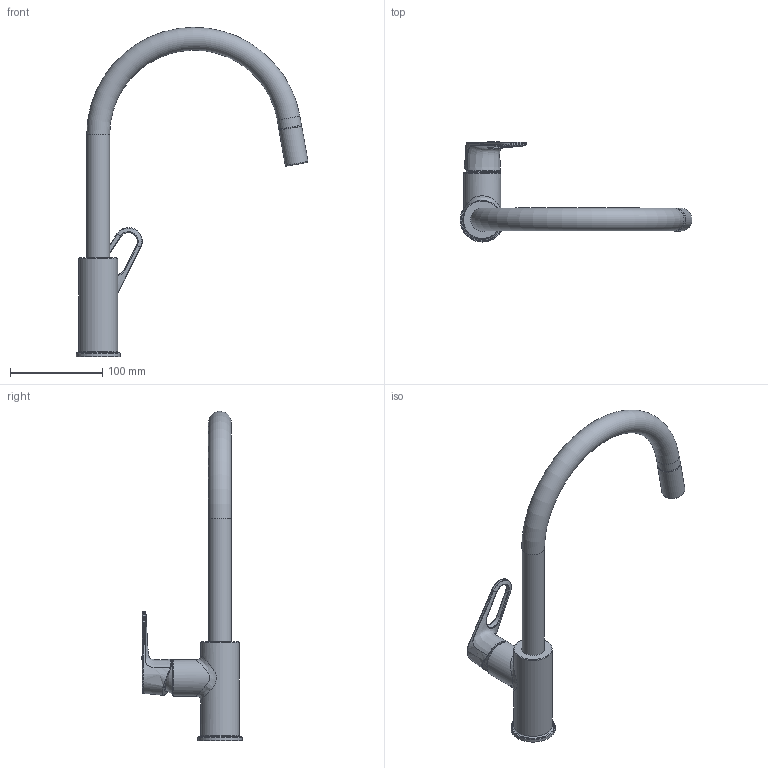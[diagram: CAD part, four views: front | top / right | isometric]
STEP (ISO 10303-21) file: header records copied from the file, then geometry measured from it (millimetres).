
FILE_DESCRIPTION(/* description */ ('Unknown'),/* implementation_level */ '2;1');
FILE_NAME(/* name */ '30569000',/* time_stamp */ '2022-10-06T05:06:01+02:00',/* author */ ('Unknown'),/* organization */ ('GROHE AG'),/* preprocessor_version */ 'ST-DEVELOPER v16.7',/* originating_system */ 'DEX',/* authorisation */ $);
FILE_SCHEMA (('AUTOMOTIVE_DESIGN {1 0 10303 214 3 1 1}'));
Length unit declared in the file: millimetre
Products named in the file (2): 30569000; id11
Assembly tree (1 placements, depth 2):
  30569000
    id11
Bounding box: 251.41 x 108.45 x 357.04 mm (x, y, z)
Volume: 191946.8 mm3; surface area: 77216.9 mm2
Topology: 1 solids, 6 shells, 58 faces, 190 edges, 130 vertices
Faces by surface type: bspline 26, cylinder 10, torus 8, plane 7, cone 6, sphere 1
Full cylindrical faces by diameter (mm): 24.8 x3, 25 x1, 40 x1, 42 x1, 48 x1
Entity records: 7585 total; most frequent: CARTESIAN_POINT 6246, ORIENTED_EDGE 269, EDGE_CURVE 159, DIRECTION 156, VERTEX_POINT 124, B_SPLINE_CURVE_WITH_KNOTS 113, EDGE_LOOP 80, FACE_BOUND 80
